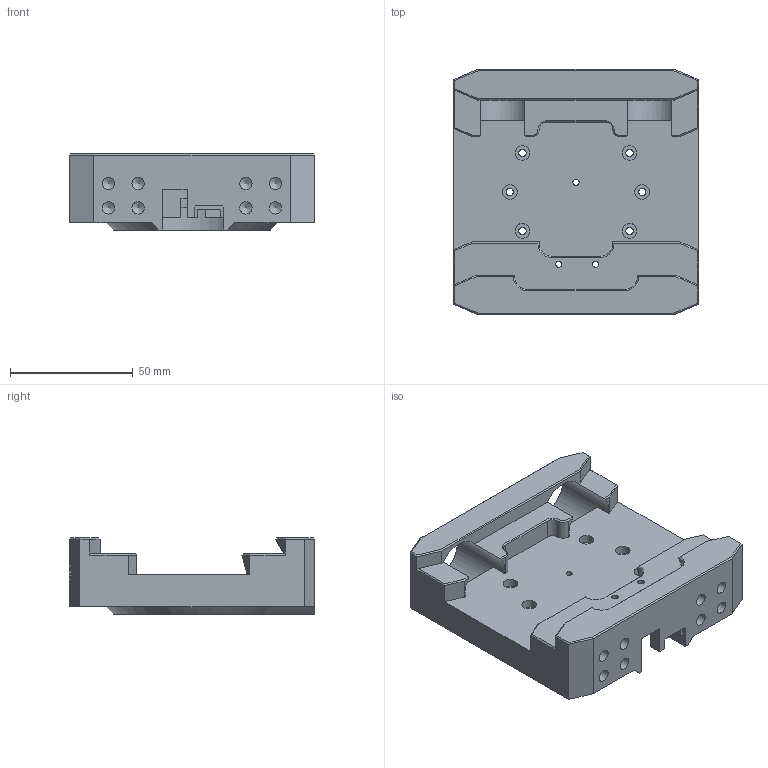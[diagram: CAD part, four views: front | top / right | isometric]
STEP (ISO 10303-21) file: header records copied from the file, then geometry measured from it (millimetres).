
FILE_DESCRIPTION(/* description */ ('STEP AP242','CAx-IF Rec.Pracs.---Representation and Presentation of Product Manufacturing Information (PMI)---4.0---2014-10-13','CAx-IF Rec.Pracs.---3D Tessellated Geometry---0.4---2014-09-14','2;1'),/* implementation_level */ '2;1');
FILE_NAME(/* name */ '67db322e6423e12a152d6f66',/* time_stamp */ '2025-03-19T21:07:59Z',/* author */ (''),/* organization */ (''),/* preprocessor_version */ 'ST-DEVELOPER v20',/* originating_system */ 'ONSHAPE BY PTC INC, 1.195',/* authorisation */ ' ');
FILE_SCHEMA (('AP242_MANAGED_MODEL_BASED_3D_ENGINEERING_MIM_LF { 1 0 10303 442 1 1 4 }'));
Length unit declared in the file: metre
Products named in the file (1): Dovetail tiny
Bounding box: 100 x 100 x 31 mm (x, y, z)
Volume: 152836.3 mm3; surface area: 40912.2 mm2
Topology: 1 solids, 1 shells, 171 faces, 459 edges, 294 vertices
Faces by surface type: plane 114, cylinder 38, cone 19
Full cylindrical faces by diameter (mm): 2.5 x3, 3 x6, 5 x10, 6 x6, 8.2 x2, 23.1 x2
Entity records: 5004 total; most frequent: CARTESIAN_POINT 858, DIRECTION 844, ORIENTED_EDGE 796, EDGE_CURVE 398, LINE 292, VECTOR 292, VERTEX_POINT 282, AXIS2_PLACEMENT_3D 276
